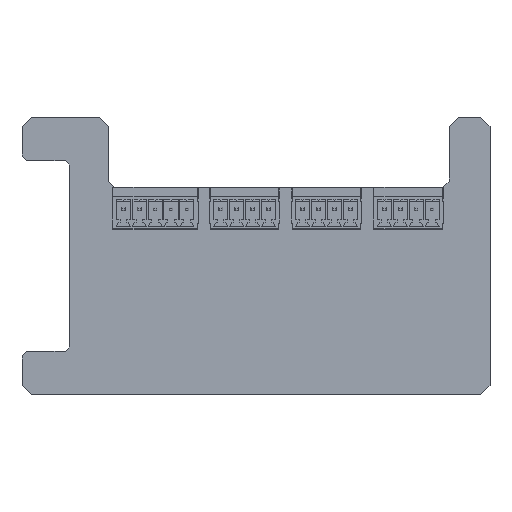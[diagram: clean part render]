
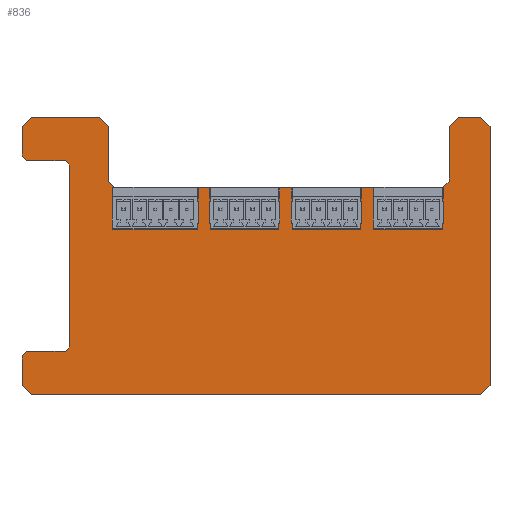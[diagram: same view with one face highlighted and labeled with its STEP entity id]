
A CAD part, top view. The second image highlights one B-rep face of the part: STEP entity #836.
In plain terms, the highlighted planar face has unit normal (0, 0, 1).
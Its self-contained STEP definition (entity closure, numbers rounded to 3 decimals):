
#67 = VERTEX_POINT('',#68);
#68 = CARTESIAN_POINT('',(0.,2.,1.646));
#74 = EDGE_CURVE('',#67,#75,#77,.T.);
#75 = VERTEX_POINT('',#76);
#76 = CARTESIAN_POINT('',(2.,0.,1.646));
#77 = LINE('',#78,#79);
#78 = CARTESIAN_POINT('',(0.,2.,1.646));
#79 = VECTOR('',#80,1.);
#80 = DIRECTION('',(0.707,-0.707,0.));
#105 = EDGE_CURVE('',#75,#106,#108,.T.);
#106 = VERTEX_POINT('',#107);
#107 = CARTESIAN_POINT('',(101.,0.,1.646));
#108 = LINE('',#109,#110);
#109 = CARTESIAN_POINT('',(2.,0.,1.646));
#110 = VECTOR('',#111,1.);
#111 = DIRECTION('',(1.,0.,0.));
#136 = EDGE_CURVE('',#106,#137,#139,.T.);
#137 = VERTEX_POINT('',#138);
#138 = CARTESIAN_POINT('',(103.,2.,1.646));
#139 = LINE('',#140,#141);
#140 = CARTESIAN_POINT('',(101.,0.,1.646));
#141 = VECTOR('',#142,1.);
#142 = DIRECTION('',(0.707,0.707,0.));
#167 = EDGE_CURVE('',#137,#168,#170,.T.);
#168 = VERTEX_POINT('',#169);
#169 = CARTESIAN_POINT('',(103.,59.,1.646));
#170 = LINE('',#171,#172);
#171 = CARTESIAN_POINT('',(103.,2.,1.646));
#172 = VECTOR('',#173,1.);
#173 = DIRECTION('',(0.,1.,0.));
#198 = EDGE_CURVE('',#168,#199,#201,.T.);
#199 = VERTEX_POINT('',#200);
#200 = CARTESIAN_POINT('',(101.,61.,1.646));
#201 = LINE('',#202,#203);
#202 = CARTESIAN_POINT('',(103.,59.,1.646));
#203 = VECTOR('',#204,1.);
#204 = DIRECTION('',(-0.707,0.707,0.));
#229 = EDGE_CURVE('',#199,#230,#232,.T.);
#230 = VERTEX_POINT('',#231);
#231 = CARTESIAN_POINT('',(96.,61.,1.646));
#232 = LINE('',#233,#234);
#233 = CARTESIAN_POINT('',(101.,61.,1.646));
#234 = VECTOR('',#235,1.);
#235 = DIRECTION('',(-1.,0.,0.));
#260 = EDGE_CURVE('',#230,#261,#263,.T.);
#261 = VERTEX_POINT('',#262);
#262 = CARTESIAN_POINT('',(94.,59.,1.646));
#263 = LINE('',#264,#265);
#264 = CARTESIAN_POINT('',(96.,61.,1.646));
#265 = VECTOR('',#266,1.);
#266 = DIRECTION('',(-0.707,-0.707,0.));
#291 = EDGE_CURVE('',#261,#292,#294,.T.);
#292 = VERTEX_POINT('',#293);
#293 = CARTESIAN_POINT('',(94.,47.,1.646));
#294 = LINE('',#295,#296);
#295 = CARTESIAN_POINT('',(94.,59.,1.646));
#296 = VECTOR('',#297,1.);
#297 = DIRECTION('',(0.,-1.,0.));
#322 = EDGE_CURVE('',#292,#323,#325,.T.);
#323 = VERTEX_POINT('',#324);
#324 = CARTESIAN_POINT('',(92.6,45.6,1.646));
#325 = LINE('',#326,#327);
#326 = CARTESIAN_POINT('',(94.,47.,1.646));
#327 = VECTOR('',#328,1.);
#328 = DIRECTION('',(-0.707,-0.707,0.));
#353 = EDGE_CURVE('',#323,#354,#356,.T.);
#354 = VERTEX_POINT('',#355);
#355 = CARTESIAN_POINT('',(20.4,45.6,1.646));
#356 = LINE('',#357,#358);
#357 = CARTESIAN_POINT('',(92.6,45.6,1.646));
#358 = VECTOR('',#359,1.);
#359 = DIRECTION('',(-1.,0.,0.));
#384 = EDGE_CURVE('',#354,#385,#387,.T.);
#385 = VERTEX_POINT('',#386);
#386 = CARTESIAN_POINT('',(19.,47.,1.646));
#387 = LINE('',#388,#389);
#388 = CARTESIAN_POINT('',(20.4,45.6,1.646));
#389 = VECTOR('',#390,1.);
#390 = DIRECTION('',(-0.707,0.707,0.));
#415 = EDGE_CURVE('',#385,#416,#418,.T.);
#416 = VERTEX_POINT('',#417);
#417 = CARTESIAN_POINT('',(19.,59.,1.646));
#418 = LINE('',#419,#420);
#419 = CARTESIAN_POINT('',(19.,47.,1.646));
#420 = VECTOR('',#421,1.);
#421 = DIRECTION('',(0.,1.,0.));
#446 = EDGE_CURVE('',#416,#447,#449,.T.);
#447 = VERTEX_POINT('',#448);
#448 = CARTESIAN_POINT('',(17.,61.,1.646));
#449 = LINE('',#450,#451);
#450 = CARTESIAN_POINT('',(19.,59.,1.646));
#451 = VECTOR('',#452,1.);
#452 = DIRECTION('',(-0.707,0.707,0.));
#477 = EDGE_CURVE('',#447,#478,#480,.T.);
#478 = VERTEX_POINT('',#479);
#479 = CARTESIAN_POINT('',(2.,61.,1.646));
#480 = LINE('',#481,#482);
#481 = CARTESIAN_POINT('',(17.,61.,1.646));
#482 = VECTOR('',#483,1.);
#483 = DIRECTION('',(-1.,0.,0.));
#508 = EDGE_CURVE('',#478,#509,#511,.T.);
#509 = VERTEX_POINT('',#510);
#510 = CARTESIAN_POINT('',(0.,59.,1.646));
#511 = LINE('',#512,#513);
#512 = CARTESIAN_POINT('',(2.,61.,1.646));
#513 = VECTOR('',#514,1.);
#514 = DIRECTION('',(-0.707,-0.707,0.));
#539 = EDGE_CURVE('',#509,#540,#542,.T.);
#540 = VERTEX_POINT('',#541);
#541 = CARTESIAN_POINT('',(0.,52.5,1.646));
#542 = LINE('',#543,#544);
#543 = CARTESIAN_POINT('',(0.,59.,1.646));
#544 = VECTOR('',#545,1.);
#545 = DIRECTION('',(0.,-1.,0.));
#570 = EDGE_CURVE('',#540,#571,#573,.T.);
#571 = VERTEX_POINT('',#572);
#572 = CARTESIAN_POINT('',(1.,51.5,1.646));
#573 = LINE('',#574,#575);
#574 = CARTESIAN_POINT('',(0.,52.5,1.646));
#575 = VECTOR('',#576,1.);
#576 = DIRECTION('',(0.707,-0.707,0.));
#601 = EDGE_CURVE('',#571,#602,#604,.T.);
#602 = VERTEX_POINT('',#603);
#603 = CARTESIAN_POINT('',(9.5,51.5,1.646));
#604 = LINE('',#605,#606);
#605 = CARTESIAN_POINT('',(1.,51.5,1.646));
#606 = VECTOR('',#607,1.);
#607 = DIRECTION('',(1.,0.,0.));
#632 = EDGE_CURVE('',#602,#633,#635,.T.);
#633 = VERTEX_POINT('',#634);
#634 = CARTESIAN_POINT('',(10.5,50.5,1.646));
#635 = LINE('',#636,#637);
#636 = CARTESIAN_POINT('',(9.5,51.5,1.646));
#637 = VECTOR('',#638,1.);
#638 = DIRECTION('',(0.707,-0.707,0.));
#663 = EDGE_CURVE('',#633,#664,#666,.T.);
#664 = VERTEX_POINT('',#665);
#665 = CARTESIAN_POINT('',(10.5,10.5,1.646));
#666 = LINE('',#667,#668);
#667 = CARTESIAN_POINT('',(10.5,50.5,1.646));
#668 = VECTOR('',#669,1.);
#669 = DIRECTION('',(0.,-1.,0.));
#694 = EDGE_CURVE('',#664,#695,#697,.T.);
#695 = VERTEX_POINT('',#696);
#696 = CARTESIAN_POINT('',(9.5,9.5,1.646));
#697 = LINE('',#698,#699);
#698 = CARTESIAN_POINT('',(10.5,10.5,1.646));
#699 = VECTOR('',#700,1.);
#700 = DIRECTION('',(-0.707,-0.707,0.));
#725 = EDGE_CURVE('',#695,#726,#728,.T.);
#726 = VERTEX_POINT('',#727);
#727 = CARTESIAN_POINT('',(1.,9.5,1.646));
#728 = LINE('',#729,#730);
#729 = CARTESIAN_POINT('',(9.5,9.5,1.646));
#730 = VECTOR('',#731,1.);
#731 = DIRECTION('',(-1.,0.,0.));
#756 = EDGE_CURVE('',#726,#757,#759,.T.);
#757 = VERTEX_POINT('',#758);
#758 = CARTESIAN_POINT('',(0.,8.5,1.646));
#759 = LINE('',#760,#761);
#760 = CARTESIAN_POINT('',(1.,9.5,1.646));
#761 = VECTOR('',#762,1.);
#762 = DIRECTION('',(-0.707,-0.707,0.));
#787 = EDGE_CURVE('',#757,#67,#788,.T.);
#788 = LINE('',#789,#790);
#789 = CARTESIAN_POINT('',(0.,8.5,1.646));
#790 = VECTOR('',#791,1.);
#791 = DIRECTION('',(0.,-1.,0.));
#836 = ADVANCED_FACE('',(#837),#863,.F.);
#837 = FACE_BOUND('',#838,.T.);
#838 = EDGE_LOOP('',(#839,#840,#841,#842,#843,#844,#845,#846,#847,#848,
    #849,#850,#851,#852,#853,#854,#855,#856,#857,#858,#859,#860,#861,
    #862));
#839 = ORIENTED_EDGE('',*,*,#74,.T.);
#840 = ORIENTED_EDGE('',*,*,#105,.T.);
#841 = ORIENTED_EDGE('',*,*,#136,.T.);
#842 = ORIENTED_EDGE('',*,*,#167,.T.);
#843 = ORIENTED_EDGE('',*,*,#198,.T.);
#844 = ORIENTED_EDGE('',*,*,#229,.T.);
#845 = ORIENTED_EDGE('',*,*,#260,.T.);
#846 = ORIENTED_EDGE('',*,*,#291,.T.);
#847 = ORIENTED_EDGE('',*,*,#322,.T.);
#848 = ORIENTED_EDGE('',*,*,#353,.T.);
#849 = ORIENTED_EDGE('',*,*,#384,.T.);
#850 = ORIENTED_EDGE('',*,*,#415,.T.);
#851 = ORIENTED_EDGE('',*,*,#446,.T.);
#852 = ORIENTED_EDGE('',*,*,#477,.T.);
#853 = ORIENTED_EDGE('',*,*,#508,.T.);
#854 = ORIENTED_EDGE('',*,*,#539,.T.);
#855 = ORIENTED_EDGE('',*,*,#570,.T.);
#856 = ORIENTED_EDGE('',*,*,#601,.T.);
#857 = ORIENTED_EDGE('',*,*,#632,.T.);
#858 = ORIENTED_EDGE('',*,*,#663,.T.);
#859 = ORIENTED_EDGE('',*,*,#694,.T.);
#860 = ORIENTED_EDGE('',*,*,#725,.T.);
#861 = ORIENTED_EDGE('',*,*,#756,.T.);
#862 = ORIENTED_EDGE('',*,*,#787,.T.);
#863 = PLANE('',#864);
#864 = AXIS2_PLACEMENT_3D('',#865,#866,#867);
#865 = CARTESIAN_POINT('',(0.,2.,1.646));
#866 = DIRECTION('',(0.,0.,-1.));
#867 = DIRECTION('',(-1.,0.,0.));
